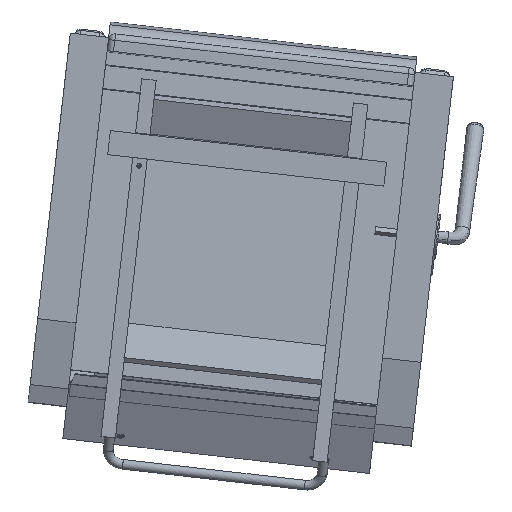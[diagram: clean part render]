
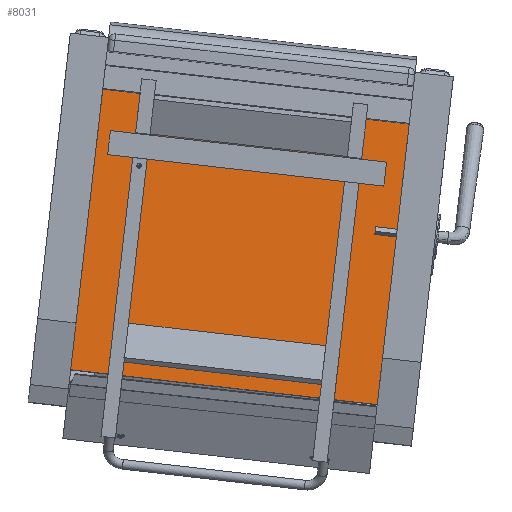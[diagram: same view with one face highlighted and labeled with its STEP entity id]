
A CAD part, front view. The second image highlights one B-rep face of the part: STEP entity #8031.
In plain terms, the highlighted face is planar.
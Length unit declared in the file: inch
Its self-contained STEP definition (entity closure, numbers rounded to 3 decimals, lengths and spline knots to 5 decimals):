
#620=LINE('',#12859,#1193);
#621=LINE('',#12862,#1194);
#622=LINE('',#12864,#1195);
#623=LINE('',#12865,#1196);
#1193=VECTOR('',#10222,0.3937);
#1194=VECTOR('',#10225,0.3937);
#1195=VECTOR('',#10226,0.3937);
#1196=VECTOR('',#10227,0.3937);
#1745=PLANE('',#9064);
#2091=FACE_OUTER_BOUND('',#2616,.T.);
#2616=EDGE_LOOP('',(#5667,#5668,#5669,#5670));
#3673=VERTEX_POINT('',#12855);
#3674=VERTEX_POINT('',#12857);
#3675=VERTEX_POINT('',#12861);
#3676=VERTEX_POINT('',#12863);
#4459=EDGE_CURVE('',#3673,#3674,#620,.T.);
#4460=EDGE_CURVE('',#3675,#3673,#621,.T.);
#4461=EDGE_CURVE('',#3676,#3674,#622,.T.);
#4462=EDGE_CURVE('',#3675,#3676,#623,.T.);
#5667=ORIENTED_EDGE('',*,*,#4460,.T.);
#5668=ORIENTED_EDGE('',*,*,#4459,.T.);
#5669=ORIENTED_EDGE('',*,*,#4461,.F.);
#5670=ORIENTED_EDGE('',*,*,#4462,.F.);
#8031=ADVANCED_FACE('',(#2091),#1745,.T.);
#9064=AXIS2_PLACEMENT_3D('',#12860,#10223,#10224);
#10222=DIRECTION('',(1.,0.,0.));
#10223=DIRECTION('center_axis',(0.,-1.,0.));
#10224=DIRECTION('ref_axis',(0.,0.,-1.));
#10225=DIRECTION('',(0.,0.,-1.));
#10226=DIRECTION('',(0.,0.,-1.));
#10227=DIRECTION('',(1.,0.,0.));
#12855=CARTESIAN_POINT('',(0.,0.,0.));
#12857=CARTESIAN_POINT('',(24.,0.,0.));
#12859=CARTESIAN_POINT('',(0.,0.,0.));
#12860=CARTESIAN_POINT('Origin',(0.,0.,22.));
#12861=CARTESIAN_POINT('',(0.,0.,22.));
#12862=CARTESIAN_POINT('',(0.,0.,22.));
#12863=CARTESIAN_POINT('',(24.,0.,22.));
#12864=CARTESIAN_POINT('',(24.,0.,22.));
#12865=CARTESIAN_POINT('',(0.,0.,22.));
